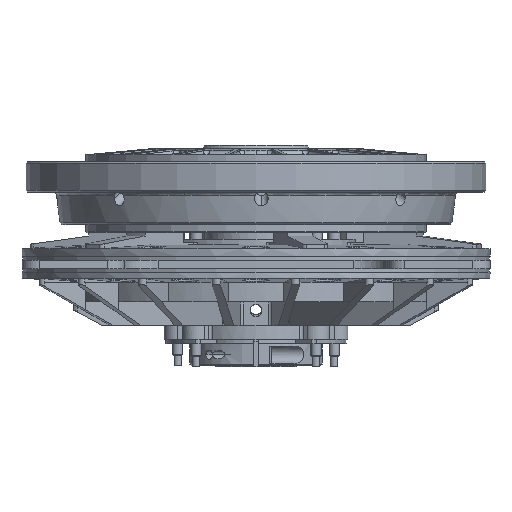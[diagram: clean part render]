
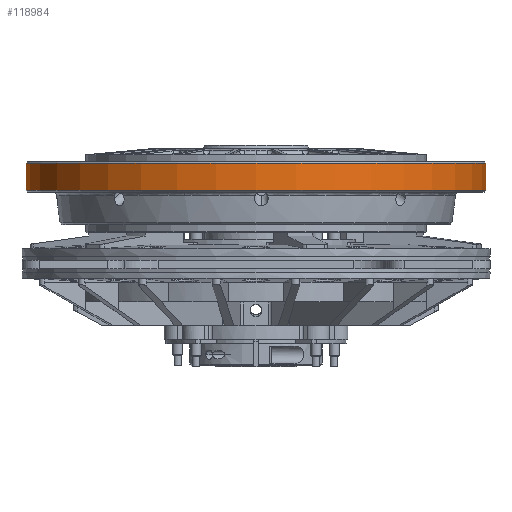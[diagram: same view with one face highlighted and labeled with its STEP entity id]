
A CAD part, front view. The second image highlights one B-rep face of the part: STEP entity #118984.
In plain terms, the highlighted cylindrical face has radius 135 mm (diameter 270 mm), a partial arc.
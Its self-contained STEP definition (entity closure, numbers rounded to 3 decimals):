
#5326 = DIRECTION ( 'NONE',  ( 0., 0., 1. ) ) ;
#5327 = VECTOR ( 'NONE', #5326, 1000. ) ;
#5330 = CARTESIAN_POINT ( 'NONE',  ( -135., 0., 83.5 ) ) ;
#5333 = LINE ( 'NONE', #5330, #5327 ) ;
#15418 = DIRECTION ( 'NONE',  ( 0., 0., 1. ) ) ;
#15420 = VECTOR ( 'NONE', #15418, 1000. ) ;
#15422 = CARTESIAN_POINT ( 'NONE',  ( 135., 0., 83.5 ) ) ;
#15423 = LINE ( 'NONE', #15422, #15420 ) ;
#15534 = CARTESIAN_POINT ( 'NONE',  ( 135., 0., 103.5 ) ) ;
#27167 = DIRECTION ( 'NONE',  ( 1., 0., 0. ) ) ;
#27168 = DIRECTION ( 'NONE',  ( 0., 0., 1. ) ) ;
#27169 = CARTESIAN_POINT ( 'NONE',  ( 0., 0., 103.5 ) ) ;
#27170 = AXIS2_PLACEMENT_3D ( 'NONE', #27169, #27168, #27167 ) ;
#27171 = CIRCLE ( 'NONE', #27170, 135. ) ;
#27384 = DIRECTION ( 'NONE',  ( 0.357, 0.934, 0. ) ) ;
#27385 = DIRECTION ( 'NONE',  ( 0., 0., 1. ) ) ;
#27386 = AXIS2_PLACEMENT_3D ( 'NONE', #27391, #27385, #27384 ) ;
#27387 = CIRCLE ( 'NONE', #27386, 135. ) ;
#27391 = CARTESIAN_POINT ( 'NONE',  ( 0., 0., 119.5 ) ) ;
#27508 = DIRECTION ( 'NONE',  ( 1., 0., 0. ) ) ;
#27509 = DIRECTION ( 'NONE',  ( 0., 0., 1. ) ) ;
#27510 = AXIS2_PLACEMENT_3D ( 'NONE', #27535, #27509, #27508 ) ;
#27535 = CARTESIAN_POINT ( 'NONE',  ( 0., 0., 83.5 ) ) ;
#27536 = CYLINDRICAL_SURFACE ( 'NONE', #27510, 135. ) ;
#27542 = FACE_OUTER_BOUND ( 'NONE', #118987, .T. ) ;
#33368 = VERTEX_POINT ( 'NONE', #112713 ) ;
#57828 = CARTESIAN_POINT ( 'NONE',  ( -135., 0., 119.5 ) ) ;
#57835 = CARTESIAN_POINT ( 'NONE',  ( 135., 0., 119.5 ) ) ;
#107024 = VERTEX_POINT ( 'NONE', #57835 ) ;
#107028 = VERTEX_POINT ( 'NONE', #57828 ) ;
#107446 = EDGE_CURVE ( 'NONE', #33368, #107028, #5333, .T. ) ;
#112713 = CARTESIAN_POINT ( 'NONE',  ( -135., 0., 103.5 ) ) ;
#113223 = EDGE_CURVE ( 'NONE', #113233, #107024, #15423, .T. ) ;
#113233 = VERTEX_POINT ( 'NONE', #15534 ) ;
#118008 = EDGE_CURVE ( 'NONE', #33368, #113233, #27171, .T. ) ;
#118868 = ORIENTED_EDGE ( 'NONE', *, *, #113223, .T. ) ;
#118870 = ORIENTED_EDGE ( 'NONE', *, *, #118876, .F. ) ;
#118876 = EDGE_CURVE ( 'NONE', #107028, #107024, #27387, .T. ) ;
#118984 = ADVANCED_FACE ( 'NONE', ( #27542 ), #27536, .T. ) ;
#118987 = EDGE_LOOP ( 'NONE', ( #118988, #118990, #118868, #118870 ) ) ;
#118988 = ORIENTED_EDGE ( 'NONE', *, *, #107446, .F. ) ;
#118990 = ORIENTED_EDGE ( 'NONE', *, *, #118008, .T. ) ;
